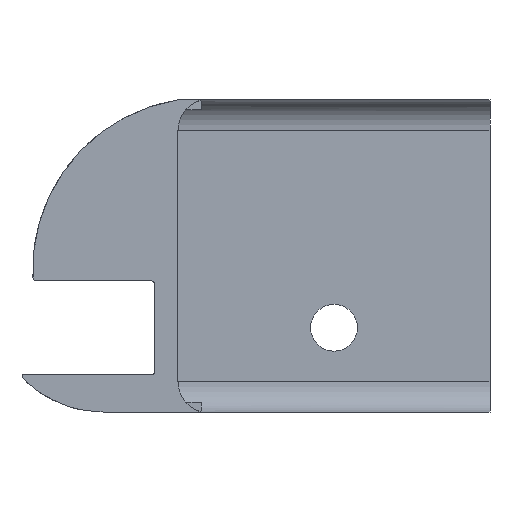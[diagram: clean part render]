
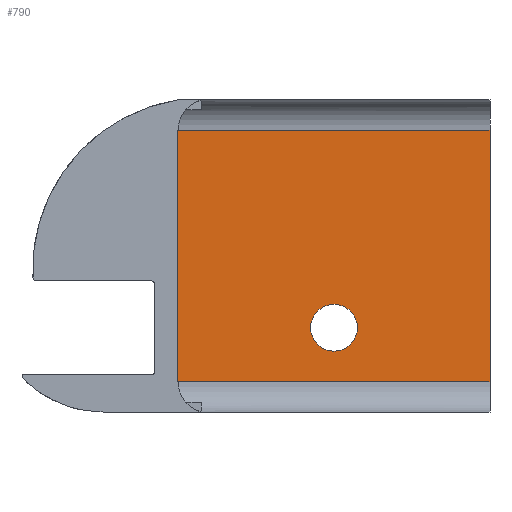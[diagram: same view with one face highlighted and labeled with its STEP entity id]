
A CAD part, front view. The second image highlights one B-rep face of the part: STEP entity #790.
In plain terms, the highlighted planar face has unit normal (0, -1, 0).
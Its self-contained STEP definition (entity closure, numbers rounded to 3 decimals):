
#21=FACE_BOUND('',#136,.T.);
#39=PLANE('',#885);
#91=FACE_OUTER_BOUND('',#135,.T.);
#135=EDGE_LOOP('',(#619,#620,#621,#622));
#136=EDGE_LOOP('',(#623));
#189=LINE('',#1277,#258);
#196=LINE('',#1294,#265);
#199=LINE('',#1299,#268);
#200=LINE('',#1300,#269);
#258=VECTOR('',#1034,10.);
#265=VECTOR('',#1051,10.);
#268=VECTOR('',#1058,10.);
#269=VECTOR('',#1059,10.);
#313=CIRCLE('',#850,1.5);
#350=VERTEX_POINT('',#1198);
#377=VERTEX_POINT('',#1273);
#379=VERTEX_POINT('',#1276);
#383=VERTEX_POINT('',#1288);
#384=VERTEX_POINT('',#1292);
#427=EDGE_CURVE('',#350,#350,#313,.T.);
#465=EDGE_CURVE('',#377,#379,#189,.T.);
#475=EDGE_CURVE('',#383,#384,#196,.T.);
#478=EDGE_CURVE('',#383,#377,#199,.T.);
#479=EDGE_CURVE('',#384,#379,#200,.T.);
#619=ORIENTED_EDGE('',*,*,#478,.F.);
#620=ORIENTED_EDGE('',*,*,#475,.T.);
#621=ORIENTED_EDGE('',*,*,#479,.T.);
#622=ORIENTED_EDGE('',*,*,#465,.F.);
#623=ORIENTED_EDGE('',*,*,#427,.T.);
#790=ADVANCED_FACE('',(#91,#21),#39,.F.);
#850=AXIS2_PLACEMENT_3D('',#1200,#957,#958);
#885=AXIS2_PLACEMENT_3D('',#1298,#1056,#1057);
#957=DIRECTION('center_axis',(0.,1.,0.));
#958=DIRECTION('ref_axis',(1.,0.,0.));
#1034=DIRECTION('',(-1.,0.,0.));
#1051=DIRECTION('',(-1.,0.,0.));
#1056=DIRECTION('center_axis',(0.,1.,0.));
#1057=DIRECTION('ref_axis',(0.,0.,-1.));
#1058=DIRECTION('',(0.,0.,-1.));
#1059=DIRECTION('',(0.,0.,-1.));
#1198=CARTESIAN_POINT('',(13.,10.75,-4.6));
#1200=CARTESIAN_POINT('Origin',(14.5,10.75,-4.6));
#1273=CARTESIAN_POINT('',(24.5,10.75,-8.064));
#1276=CARTESIAN_POINT('',(4.5,10.75,-8.064));
#1277=CARTESIAN_POINT('',(24.5,10.75,-8.064));
#1288=CARTESIAN_POINT('',(24.5,10.75,8.064));
#1292=CARTESIAN_POINT('',(4.5,10.75,8.064));
#1294=CARTESIAN_POINT('',(24.5,10.75,8.064));
#1298=CARTESIAN_POINT('Origin',(24.5,10.75,8.064));
#1299=CARTESIAN_POINT('',(24.5,10.75,4.032));
#1300=CARTESIAN_POINT('',(4.5,10.75,-10.));
